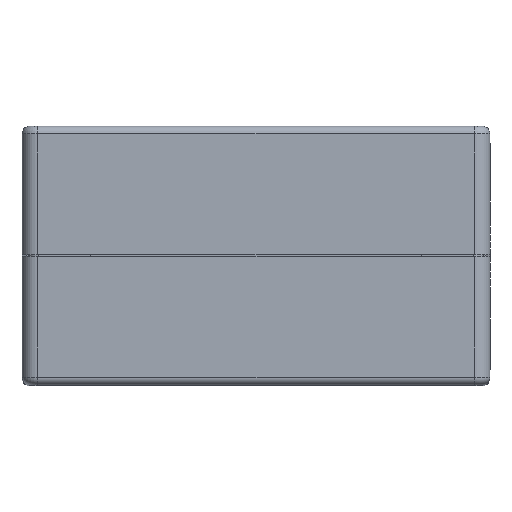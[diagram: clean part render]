
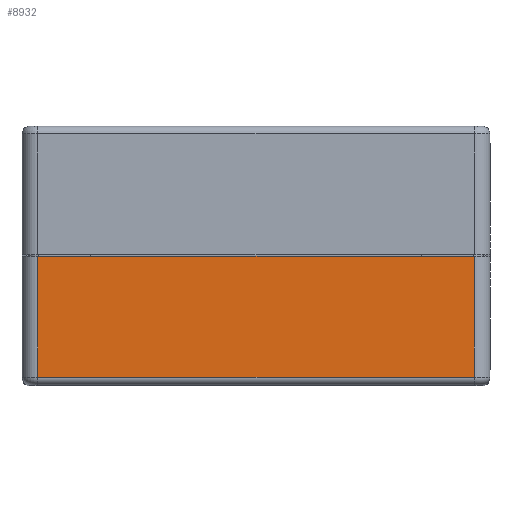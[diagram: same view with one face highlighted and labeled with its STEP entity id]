
A CAD part, top view. The second image highlights one B-rep face of the part: STEP entity #8932.
In plain terms, the highlighted planar face has unit normal (0, 0, 1).
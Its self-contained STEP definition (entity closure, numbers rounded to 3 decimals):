
#1867 = VECTOR ( 'NONE', #18353, 1000. ) ;
#2736 = CARTESIAN_POINT ( 'NONE',  ( 58., 1., 0. ) ) ;
#3205 = DIRECTION ( 'NONE',  ( 1., 0., 0. ) ) ;
#5639 = DIRECTION ( 'NONE',  ( 0., -1., 0. ) ) ;
#6007 = LINE ( 'NONE', #15661, #1867 ) ;
#6284 = EDGE_CURVE ( 'NONE', #32188, #32372, #6007, .T. ) ;
#6294 = ORIENTED_EDGE ( 'NONE', *, *, #6284, .T. ) ;
#8544 = CARTESIAN_POINT ( 'NONE',  ( 2., 1., 0. ) ) ;
#8835 = CARTESIAN_POINT ( 'NONE',  ( 58., 16.5, 0. ) ) ;
#8932 = ADVANCED_FACE ( 'NONE', ( #15024 ), #20785, .F. ) ;
#9672 = EDGE_CURVE ( 'NONE', #32188, #32617, #20619, .T. ) ;
#13227 = ORIENTED_EDGE ( 'NONE', *, *, #9672, .F. ) ;
#14187 = DIRECTION ( 'NONE',  ( -1., 0., 0. ) ) ;
#15024 = FACE_OUTER_BOUND ( 'NONE', #32460, .T. ) ;
#15661 = CARTESIAN_POINT ( 'NONE',  ( 2., 16.5, 0. ) ) ;
#17974 = LINE ( 'NONE', #37107, #20721 ) ;
#18353 = DIRECTION ( 'NONE',  ( 0., -1., 0. ) ) ;
#19242 = CARTESIAN_POINT ( 'NONE',  ( 2., 16.5, 0. ) ) ;
#20003 = VERTEX_POINT ( 'NONE', #2736 ) ;
#20619 = LINE ( 'NONE', #33401, #37853 ) ;
#20721 = VECTOR ( 'NONE', #5639, 1000. ) ;
#20785 = PLANE ( 'NONE',  #33870 ) ;
#24140 = DIRECTION ( 'NONE',  ( 1., 0., 0. ) ) ;
#27584 = DIRECTION ( 'NONE',  ( 0., 0., -1. ) ) ;
#28857 = VECTOR ( 'NONE', #3205, 1000. ) ;
#31384 = CARTESIAN_POINT ( 'NONE',  ( 0., 1., 0. ) ) ;
#32188 = VERTEX_POINT ( 'NONE', #19242 ) ;
#32372 = VERTEX_POINT ( 'NONE', #8544 ) ;
#32460 = EDGE_LOOP ( 'NONE', ( #6294, #38792, #39391, #13227 ) ) ;
#32617 = VERTEX_POINT ( 'NONE', #8835 ) ;
#33318 = EDGE_CURVE ( 'NONE', #32617, #20003, #17974, .T. ) ;
#33401 = CARTESIAN_POINT ( 'NONE',  ( 0., 16.5, 0. ) ) ;
#33870 = AXIS2_PLACEMENT_3D ( 'NONE', #36641, #27584, #14187 ) ;
#34671 = LINE ( 'NONE', #31384, #28857 ) ;
#36641 = CARTESIAN_POINT ( 'NONE',  ( 0., 16.5, 0. ) ) ;
#37107 = CARTESIAN_POINT ( 'NONE',  ( 58., 16.5, 0. ) ) ;
#37853 = VECTOR ( 'NONE', #24140, 1000. ) ;
#38792 = ORIENTED_EDGE ( 'NONE', *, *, #40101, .T. ) ;
#39391 = ORIENTED_EDGE ( 'NONE', *, *, #33318, .F. ) ;
#40101 = EDGE_CURVE ( 'NONE', #32372, #20003, #34671, .T. ) ;
